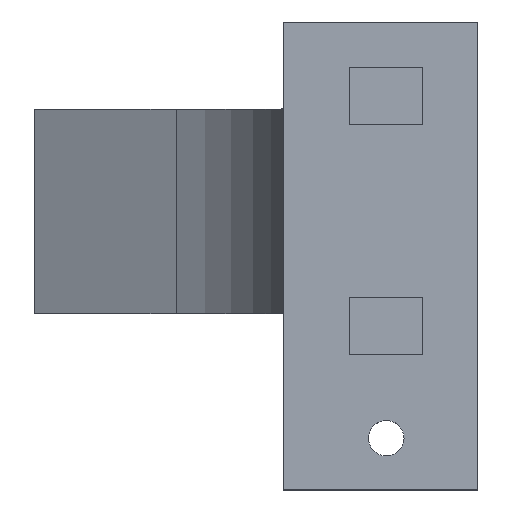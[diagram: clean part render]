
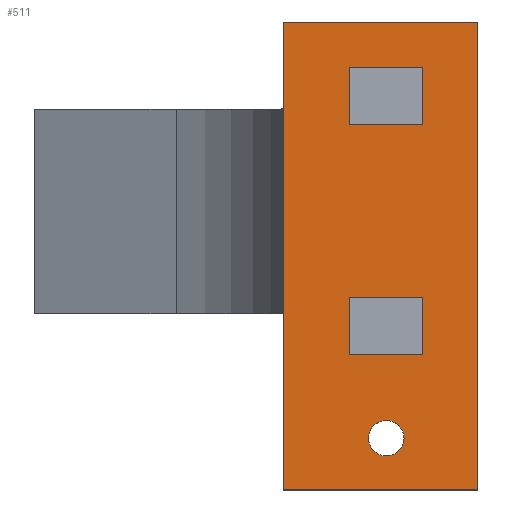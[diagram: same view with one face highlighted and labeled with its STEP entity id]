
A CAD part, top view. The second image highlights one B-rep face of the part: STEP entity #511.
In plain terms, the highlighted planar face has unit normal (0, 0, 1).
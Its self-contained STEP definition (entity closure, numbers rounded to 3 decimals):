
#330=CARTESIAN_POINT('',(241.8,208.5,-20.));
#331=VERTEX_POINT('',#330);
#332=CARTESIAN_POINT('',(248.2,208.5,-20.));
#333=VERTEX_POINT('',#332);
#334=CARTESIAN_POINT('',(241.8,208.5,-20.));
#335=DIRECTION('',(1.,0.,-0.));
#336=VECTOR('',#335,6.4);
#337=LINE('',#334,#336);
#338=EDGE_CURVE('',#331,#333,#337,.T.);
#361=CARTESIAN_POINT('',(248.2,213.5,-20.));
#362=VERTEX_POINT('',#361);
#363=CARTESIAN_POINT('',(248.2,208.5,-20.));
#364=DIRECTION('',(0.,1.,0.));
#365=VECTOR('',#364,5.);
#366=LINE('',#363,#365);
#367=EDGE_CURVE('',#333,#362,#366,.T.);
#385=CARTESIAN_POINT('',(241.8,213.5,-20.));
#386=VERTEX_POINT('',#385);
#387=CARTESIAN_POINT('',(248.2,213.5,-20.));
#388=DIRECTION('',(-1.,0.,0.));
#389=VECTOR('',#388,6.4);
#390=LINE('',#387,#389);
#391=EDGE_CURVE('',#362,#386,#390,.T.);
#409=CARTESIAN_POINT('',(241.8,213.5,-20.));
#410=DIRECTION('',(0.,-1.,0.));
#411=VECTOR('',#410,5.);
#412=LINE('',#409,#411);
#413=EDGE_CURVE('',#386,#331,#412,.T.);
#421=CARTESIAN_POINT('',(241.8,-220.,-20.));
#422=DIRECTION('',(0.,0.,-1.));
#423=DIRECTION('',(-1.,0.,0.));
#424=AXIS2_PLACEMENT_3D('',#421,#422,#423);
#425=PLANE('',#424);
#426=CARTESIAN_POINT('',(241.8,193.389,-20.));
#427=VERTEX_POINT('',#426);
#428=CARTESIAN_POINT('',(241.8,188.389,-20.));
#429=VERTEX_POINT('',#428);
#430=CARTESIAN_POINT('',(241.8,193.389,-20.));
#431=DIRECTION('',(0.,-1.,0.));
#432=VECTOR('',#431,5.);
#433=LINE('',#430,#432);
#434=EDGE_CURVE('',#427,#429,#433,.T.);
#435=ORIENTED_EDGE('',*,*,#434,.F.);
#436=CARTESIAN_POINT('',(248.2,193.389,-20.));
#437=VERTEX_POINT('',#436);
#438=CARTESIAN_POINT('',(248.2,193.389,-20.));
#439=DIRECTION('',(-1.,0.,0.));
#440=VECTOR('',#439,6.4);
#441=LINE('',#438,#440);
#442=EDGE_CURVE('',#437,#427,#441,.T.);
#443=ORIENTED_EDGE('',*,*,#442,.F.);
#444=CARTESIAN_POINT('',(248.2,188.389,-20.));
#445=VERTEX_POINT('',#444);
#446=CARTESIAN_POINT('',(248.2,188.389,-20.));
#447=DIRECTION('',(0.,1.,0.));
#448=VECTOR('',#447,5.);
#449=LINE('',#446,#448);
#450=EDGE_CURVE('',#445,#437,#449,.T.);
#451=ORIENTED_EDGE('',*,*,#450,.F.);
#452=CARTESIAN_POINT('',(241.8,188.389,-20.));
#453=DIRECTION('',(1.,0.,-0.));
#454=VECTOR('',#453,6.4);
#455=LINE('',#452,#454);
#456=EDGE_CURVE('',#429,#445,#455,.T.);
#457=ORIENTED_EDGE('',*,*,#456,.F.);
#458=EDGE_LOOP('',(#435,#443,#451,#457));
#459=FACE_BOUND('',#458,.T.);
#460=CARTESIAN_POINT('',(236.,176.519,-20.));
#461=VERTEX_POINT('',#460);
#462=CARTESIAN_POINT('',(253.,176.519,-20.));
#463=VERTEX_POINT('',#462);
#464=CARTESIAN_POINT('',(236.,176.519,-20.));
#465=DIRECTION('',(1.,-0.,-0.));
#466=VECTOR('',#465,17.);
#467=LINE('',#464,#466);
#468=EDGE_CURVE('',#461,#463,#467,.T.);
#469=ORIENTED_EDGE('',*,*,#468,.T.);
#470=CARTESIAN_POINT('',(253.,217.519,-20.));
#471=VERTEX_POINT('',#470);
#472=CARTESIAN_POINT('',(253.,217.519,-20.));
#473=DIRECTION('',(-0.,-1.,-0.));
#474=VECTOR('',#473,41.);
#475=LINE('',#472,#474);
#476=EDGE_CURVE('',#471,#463,#475,.T.);
#477=ORIENTED_EDGE('',*,*,#476,.F.);
#478=CARTESIAN_POINT('',(236.,217.519,-20.));
#479=VERTEX_POINT('',#478);
#480=CARTESIAN_POINT('',(253.,217.519,-20.));
#481=DIRECTION('',(-1.,-0.,0.));
#482=VECTOR('',#481,17.);
#483=LINE('',#480,#482);
#484=EDGE_CURVE('',#471,#479,#483,.T.);
#485=ORIENTED_EDGE('',*,*,#484,.T.);
#486=CARTESIAN_POINT('',(236.,176.519,-20.));
#487=DIRECTION('',(-0.,1.,-0.));
#488=VECTOR('',#487,41.);
#489=LINE('',#486,#488);
#490=EDGE_CURVE('',#461,#479,#489,.T.);
#491=ORIENTED_EDGE('',*,*,#490,.F.);
#492=EDGE_LOOP('',(#469,#477,#485,#491));
#493=FACE_BOUND('',#492,.T.);
#494=CARTESIAN_POINT('',(243.45,181.045,-20.));
#495=VERTEX_POINT('',#494);
#496=CARTESIAN_POINT('',(245.,181.045,-20.));
#497=DIRECTION('',(-0.,-0.,1.));
#498=DIRECTION('',(-1.,0.,0.));
#499=AXIS2_PLACEMENT_3D('',#496,#497,#498);
#500=CIRCLE('',#499,1.55);
#501=EDGE_CURVE('',#495,#495,#500,.T.);
#502=ORIENTED_EDGE('',*,*,#501,.F.);
#503=EDGE_LOOP('',(#502));
#504=FACE_BOUND('',#503,.T.);
#505=ORIENTED_EDGE('',*,*,#338,.F.);
#506=ORIENTED_EDGE('',*,*,#413,.F.);
#507=ORIENTED_EDGE('',*,*,#391,.F.);
#508=ORIENTED_EDGE('',*,*,#367,.F.);
#509=EDGE_LOOP('',(#505,#506,#507,#508));
#510=FACE_BOUND('',#509,.T.);
#511=ADVANCED_FACE('',(#459,#493,#504,#510),#425,.F.);
